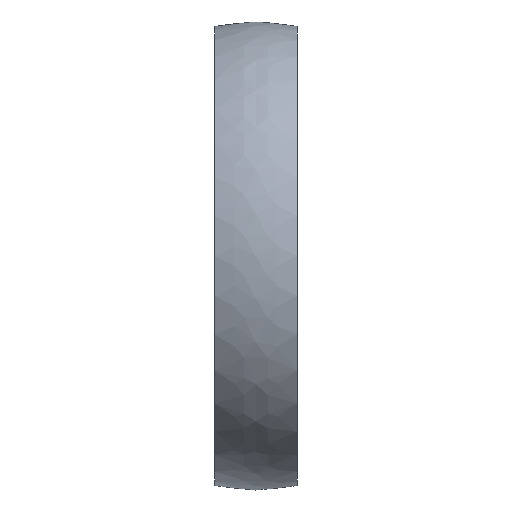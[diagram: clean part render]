
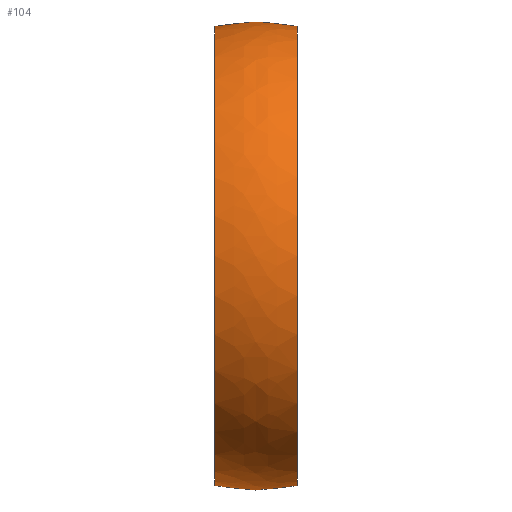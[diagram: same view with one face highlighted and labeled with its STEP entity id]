
A CAD part, left-side view. The second image highlights one B-rep face of the part: STEP entity #104.
In plain terms, the highlighted free-form (B-spline) face has degree [2, 2] with [3, 9] control points.
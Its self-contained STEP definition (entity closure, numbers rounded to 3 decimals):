
#15=(
BOUNDED_CURVE()
B_SPLINE_CURVE(2,(#215,#216,#217),.UNSPECIFIED.,.F.,.F.)
B_SPLINE_CURVE_WITH_KNOTS((3,3),(0.,1.408),.UNSPECIFIED.)
CURVE()
GEOMETRIC_REPRESENTATION_ITEM()
RATIONAL_B_SPLINE_CURVE((1.,3.,1.))
REPRESENTATION_ITEM('')
);
#16=(
BOUNDED_SURFACE()
B_SPLINE_SURFACE(2,2,((#187,#188,#189,#190,#191,#192,#193,#194,#195),(#196,
#197,#198,#199,#200,#201,#202,#203,#204),(#205,#206,#207,#208,#209,#210,
#211,#212,#213)),.UNSPECIFIED.,.F.,.T.,.F.)
B_SPLINE_SURFACE_WITH_KNOTS((3,3),(3,2,2,2,3),(0.,1.408),(0.,
1.571,3.142,4.712,6.283),
 .UNSPECIFIED.)
GEOMETRIC_REPRESENTATION_ITEM()
RATIONAL_B_SPLINE_SURFACE(((1.,0.707,1.,0.707,1.,
0.707,1.,0.707,1.),(3.,2.121,3.,2.121,
3.,2.121,3.,2.121,3.),(1.,0.707,1.,0.707,
1.,0.707,1.,0.707,1.)))
REPRESENTATION_ITEM('')
SURFACE()
);
#28=FACE_OUTER_BOUND('',#36,.T.);
#36=EDGE_LOOP('',(#91,#92,#93,#94));
#52=CIRCLE('',#130,39.);
#53=CIRCLE('',#131,39.);
#59=VERTEX_POINT('',#185);
#60=VERTEX_POINT('',#214);
#70=EDGE_CURVE('',#59,#59,#52,.T.);
#71=EDGE_CURVE('',#60,#59,#15,.T.);
#72=EDGE_CURVE('',#60,#60,#53,.T.);
#91=ORIENTED_EDGE('',*,*,#71,.T.);
#92=ORIENTED_EDGE('',*,*,#70,.T.);
#93=ORIENTED_EDGE('',*,*,#71,.F.);
#94=ORIENTED_EDGE('',*,*,#72,.F.);
#104=ADVANCED_FACE('',(#28),#16,.T.);
#130=AXIS2_PLACEMENT_3D('',#186,#159,#160);
#131=AXIS2_PLACEMENT_3D('',#218,#161,#162);
#159=DIRECTION('center_axis',(0.,1.,0.));
#160=DIRECTION('ref_axis',(1.,0.,0.));
#161=DIRECTION('center_axis',(0.,1.,0.));
#162=DIRECTION('ref_axis',(1.,0.,0.));
#185=CARTESIAN_POINT('',(-133.635,4.,-34.898));
#186=CARTESIAN_POINT('Origin',(-133.635,4.,-73.898));
#187=CARTESIAN_POINT('Ctrl Pts',(-133.635,18.,-34.898));
#188=CARTESIAN_POINT('Ctrl Pts',(-94.635,18.,-34.898));
#189=CARTESIAN_POINT('Ctrl Pts',(-94.635,18.,-73.898));
#190=CARTESIAN_POINT('Ctrl Pts',(-94.635,18.,-112.898));
#191=CARTESIAN_POINT('Ctrl Pts',(-133.635,18.,-112.898));
#192=CARTESIAN_POINT('Ctrl Pts',(-172.635,18.,-112.898));
#193=CARTESIAN_POINT('Ctrl Pts',(-172.635,18.,-73.898));
#194=CARTESIAN_POINT('Ctrl Pts',(-172.635,18.,-34.898));
#195=CARTESIAN_POINT('Ctrl Pts',(-133.635,18.,-34.898));
#196=CARTESIAN_POINT('Ctrl Pts',(-133.635,11.05,-33.898));
#197=CARTESIAN_POINT('Ctrl Pts',(-93.635,11.05,-33.898));
#198=CARTESIAN_POINT('Ctrl Pts',(-93.635,11.05,-73.898));
#199=CARTESIAN_POINT('Ctrl Pts',(-93.635,11.05,-113.898));
#200=CARTESIAN_POINT('Ctrl Pts',(-133.635,11.05,-113.898));
#201=CARTESIAN_POINT('Ctrl Pts',(-173.635,11.05,-113.898));
#202=CARTESIAN_POINT('Ctrl Pts',(-173.635,11.05,-73.898));
#203=CARTESIAN_POINT('Ctrl Pts',(-173.635,11.05,-33.898));
#204=CARTESIAN_POINT('Ctrl Pts',(-133.635,11.05,-33.898));
#205=CARTESIAN_POINT('Ctrl Pts',(-133.635,4.,-34.898));
#206=CARTESIAN_POINT('Ctrl Pts',(-94.635,4.,-34.898));
#207=CARTESIAN_POINT('Ctrl Pts',(-94.635,4.,-73.898));
#208=CARTESIAN_POINT('Ctrl Pts',(-94.635,4.,-112.898));
#209=CARTESIAN_POINT('Ctrl Pts',(-133.635,4.,-112.898));
#210=CARTESIAN_POINT('Ctrl Pts',(-172.635,4.,-112.898));
#211=CARTESIAN_POINT('Ctrl Pts',(-172.635,4.,-73.898));
#212=CARTESIAN_POINT('Ctrl Pts',(-172.635,4.,-34.898));
#213=CARTESIAN_POINT('Ctrl Pts',(-133.635,4.,-34.898));
#214=CARTESIAN_POINT('',(-133.635,18.,-34.898));
#215=CARTESIAN_POINT('Ctrl Pts',(-133.635,18.,-34.898));
#216=CARTESIAN_POINT('Ctrl Pts',(-133.635,11.05,-33.898));
#217=CARTESIAN_POINT('Ctrl Pts',(-133.635,4.,-34.898));
#218=CARTESIAN_POINT('Origin',(-133.635,18.,-73.898));
